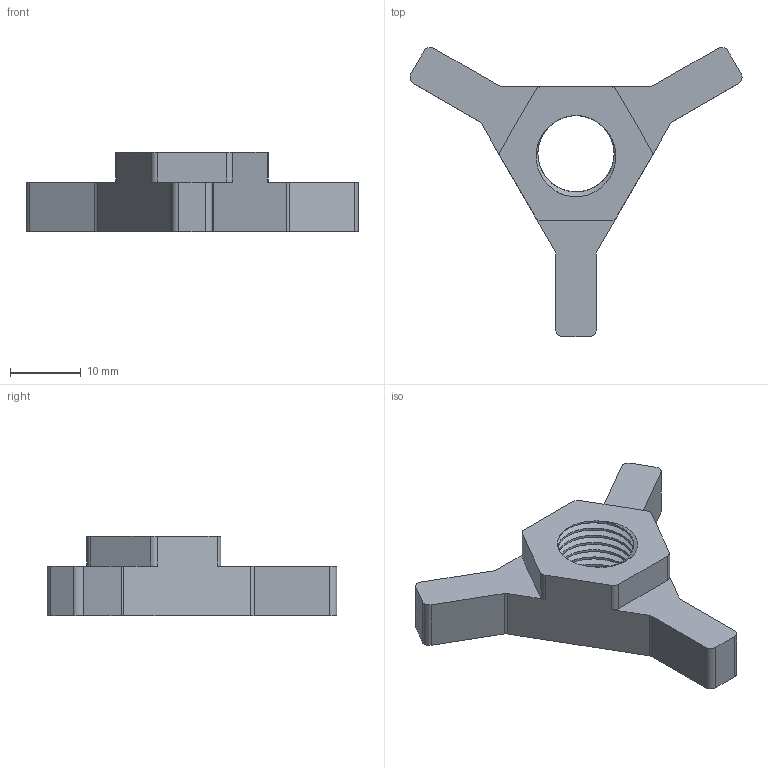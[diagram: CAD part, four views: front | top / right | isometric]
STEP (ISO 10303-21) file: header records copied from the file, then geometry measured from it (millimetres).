
FILE_DESCRIPTION(/* description */ (''),/* implementation_level */ '2;1');
FILE_NAME(/* name */ 'Embrayage - entraineur v5.step',/* time_stamp */ '2022-11-28T11:45:18+01:00',/* author */ (''),/* organization */ (''),/* preprocessor_version */ 'ST-DEVELOPER v19.2',/* originating_system */ 'Autodesk Translation Framework v11.17.0.187',/* authorisation */ '');
FILE_SCHEMA (('AUTOMOTIVE_DESIGN { 1 0 10303 214 3 1 1 }'));
Length unit declared in the file: millimetre
Products named in the file (1): Embrayage - entraineur
Bounding box: 46.92 x 40.9 x 11.2 mm (x, y, z)
Volume: 4541.9 mm3; surface area: 3030.8 mm2
Topology: 1 solids, 1 shells, 60 faces, 174 edges, 116 vertices
Faces by surface type: cylinder 38, plane 20, bspline 2
Full cylindrical faces by diameter (mm): 10.78 x8, 12.18 x8
Entity records: 4337 total; most frequent: CARTESIAN_POINT 2767, ORIENTED_EDGE 348, DIRECTION 288, EDGE_CURVE 174, VERTEX_POINT 116, AXIS2_PLACEMENT_3D 99, LINE 90, VECTOR 90
